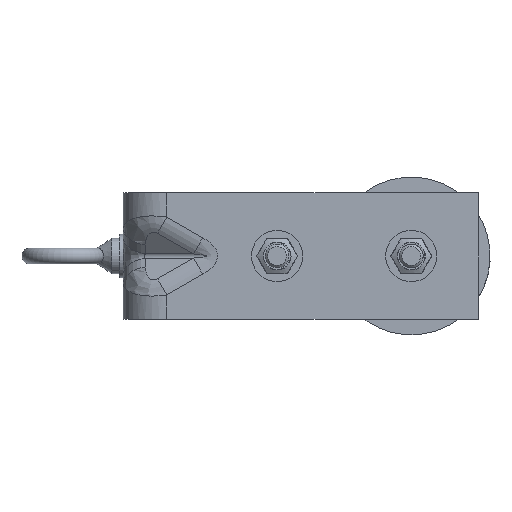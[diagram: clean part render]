
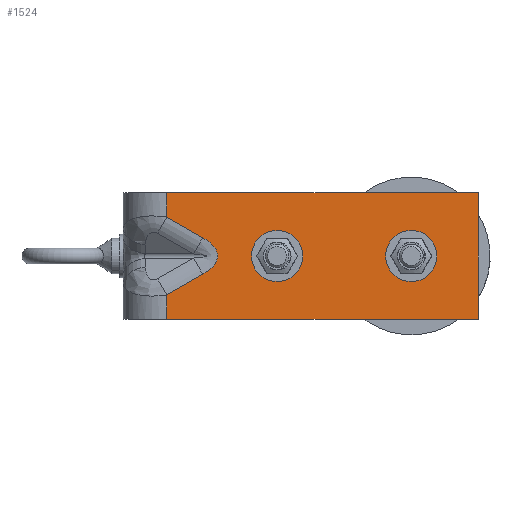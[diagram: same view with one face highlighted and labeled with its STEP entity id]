
A CAD part, left-side view. The second image highlights one B-rep face of the part: STEP entity #1524.
In plain terms, the highlighted planar face has unit normal (-1, 0, 0).
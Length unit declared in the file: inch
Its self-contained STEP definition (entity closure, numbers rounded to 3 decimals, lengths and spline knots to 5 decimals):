
#254=CARTESIAN_POINT('',(0.,3.1875,1.19531));
#255=VERTEX_POINT('',#254);
#256=CARTESIAN_POINT('',(0.,3.1875,1.));
#257=DIRECTION('',(1.0,0.0,0.0));
#258=DIRECTION('',(0.0,0.0,-1.0));
#259=AXIS2_PLACEMENT_3D('',#256,#257,#258);
#260=CIRCLE('',#259,0.19531);
#261=EDGE_CURVE('',#255,#255,#260,.T.);
#352=CARTESIAN_POINT('',(0.0,1.0625,1.19531));
#353=VERTEX_POINT('',#352);
#354=CARTESIAN_POINT('',(0.0,1.0625,1.));
#355=DIRECTION('',(1.0,0.0,0.0));
#356=DIRECTION('',(0.0,0.0,-1.0));
#357=AXIS2_PLACEMENT_3D('',#354,#355,#356);
#358=CIRCLE('',#357,0.19531);
#359=EDGE_CURVE('',#353,#353,#358,.T.);
#1062=CARTESIAN_POINT('',(0.0,4.9375,1.61603));
#1063=VERTEX_POINT('',#1062);
#1145=CARTESIAN_POINT('',(0.0,4.9375,0.38397));
#1146=VERTEX_POINT('',#1145);
#1189=CARTESIAN_POINT('',(0.0,4.36451,0.7106));
#1190=VERTEX_POINT('',#1189);
#1207=CARTESIAN_POINT('',(0.0,4.9375,0.38397));
#1208=DIRECTION('',(0.0,-0.869,0.495));
#1209=VECTOR('',#1208,0.65955);
#1210=LINE('',#1207,#1209);
#1211=EDGE_CURVE('',#1146,#1190,#1210,.T.);
#1252=CARTESIAN_POINT('',(0.0,4.36451,1.2894));
#1253=VERTEX_POINT('',#1252);
#1271=CARTESIAN_POINT('',(0.0,5.77478,1.));
#1272=DIRECTION('',(-1.0,0.0,0.0));
#1273=DIRECTION('',(0.0,-1.0,0.0));
#1274=AXIS2_PLACEMENT_3D('',#1271,#1272,#1273);
#1275=ELLIPSE('',#1274,1.64464,0.5625);
#1276=EDGE_CURVE('',#1190,#1253,#1275,.T.);
#1287=CARTESIAN_POINT('',(0.0,4.36451,1.2894));
#1288=DIRECTION('',(0.0,0.869,0.495));
#1289=VECTOR('',#1288,0.65955);
#1290=LINE('',#1287,#1289);
#1291=EDGE_CURVE('',#1253,#1063,#1290,.T.);
#1470=CARTESIAN_POINT('',(0.0,0.0,0.0));
#1471=DIRECTION('',(-1.0,0.0,0.0));
#1472=DIRECTION('',(0.0,0.0,1.0));
#1473=AXIS2_PLACEMENT_3D('',#1470,#1471,#1472);
#1474=PLANE('',#1473);
#1475=ORIENTED_EDGE('',*,*,#1291,.F.);
#1476=ORIENTED_EDGE('',*,*,#1276,.F.);
#1477=ORIENTED_EDGE('',*,*,#1211,.F.);
#1478=CARTESIAN_POINT('',(0.0,4.9375,0.0));
#1479=VERTEX_POINT('',#1478);
#1480=CARTESIAN_POINT('',(0.0,4.9375,0.0));
#1481=DIRECTION('',(0.0,0.0,1.0));
#1482=VECTOR('',#1481,0.38397);
#1483=LINE('',#1480,#1482);
#1484=EDGE_CURVE('',#1479,#1146,#1483,.T.);
#1485=ORIENTED_EDGE('',*,*,#1484,.F.);
#1486=CARTESIAN_POINT('',(0.0,0.0,0.0));
#1487=VERTEX_POINT('',#1486);
#1488=CARTESIAN_POINT('',(0.0,0.0,0.0));
#1489=DIRECTION('',(0.0,1.0,0.0));
#1490=VECTOR('',#1489,4.9375);
#1491=LINE('',#1488,#1490);
#1492=EDGE_CURVE('',#1487,#1479,#1491,.T.);
#1493=ORIENTED_EDGE('',*,*,#1492,.F.);
#1494=CARTESIAN_POINT('',(0.0,0.0,2.0));
#1495=VERTEX_POINT('',#1494);
#1496=CARTESIAN_POINT('',(0.0,0.0,0.0));
#1497=DIRECTION('',(0.0,0.0,1.0));
#1498=VECTOR('',#1497,2.0);
#1499=LINE('',#1496,#1498);
#1500=EDGE_CURVE('',#1487,#1495,#1499,.T.);
#1501=ORIENTED_EDGE('',*,*,#1500,.T.);
#1502=CARTESIAN_POINT('',(0.0,4.9375,2.0));
#1503=VERTEX_POINT('',#1502);
#1504=CARTESIAN_POINT('',(0.0,0.0,2.0));
#1505=DIRECTION('',(0.0,1.0,0.0));
#1506=VECTOR('',#1505,4.9375);
#1507=LINE('',#1504,#1506);
#1508=EDGE_CURVE('',#1495,#1503,#1507,.T.);
#1509=ORIENTED_EDGE('',*,*,#1508,.T.);
#1510=CARTESIAN_POINT('',(0.0,4.9375,1.61603));
#1511=DIRECTION('',(0.0,0.0,1.0));
#1512=VECTOR('',#1511,0.38397);
#1513=LINE('',#1510,#1512);
#1514=EDGE_CURVE('',#1063,#1503,#1513,.T.);
#1515=ORIENTED_EDGE('',*,*,#1514,.F.);
#1516=EDGE_LOOP('',(#1475,#1476,#1477,#1485,#1493,#1501,#1509,#1515));
#1517=FACE_OUTER_BOUND('',#1516,.T.);
#1518=ORIENTED_EDGE('',*,*,#261,.T.);
#1519=EDGE_LOOP('',(#1518));
#1520=FACE_BOUND('',#1519,.T.);
#1521=ORIENTED_EDGE('',*,*,#359,.T.);
#1522=EDGE_LOOP('',(#1521));
#1523=FACE_BOUND('',#1522,.T.);
#1524=ADVANCED_FACE('',(#1517,#1520,#1523),#1474,.T.);
